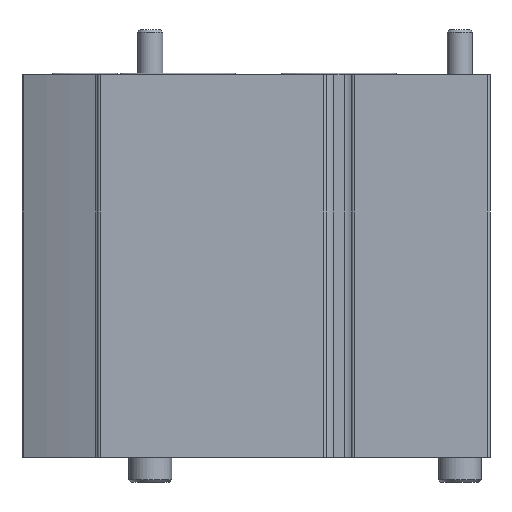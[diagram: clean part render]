
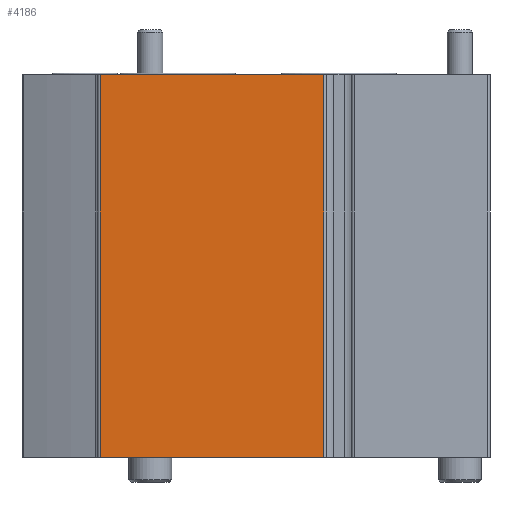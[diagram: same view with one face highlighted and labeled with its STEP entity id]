
A CAD part, front view. The second image highlights one B-rep face of the part: STEP entity #4186.
In plain terms, the highlighted planar face has unit normal (0, -1, 0).
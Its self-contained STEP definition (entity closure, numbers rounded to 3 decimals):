
#157=PLANE('',#4562);
#320=LINE('',#6623,#618);
#321=LINE('',#6625,#619);
#322=LINE('',#6627,#620);
#323=LINE('',#6629,#621);
#618=VECTOR('',#5146,1000.);
#619=VECTOR('',#5149,1000.);
#620=VECTOR('',#5150,1000.);
#621=VECTOR('',#5151,1000.);
#945=ORIENTED_EDGE('',*,*,#2071,.F.);
#946=ORIENTED_EDGE('',*,*,#2070,.F.);
#947=ORIENTED_EDGE('',*,*,#2072,.T.);
#948=ORIENTED_EDGE('',*,*,#2073,.T.);
#2070=EDGE_CURVE('',#2630,#2629,#320,.T.);
#2071=EDGE_CURVE('',#2629,#2631,#321,.T.);
#2072=EDGE_CURVE('',#2630,#2632,#322,.T.);
#2073=EDGE_CURVE('',#2632,#2631,#323,.T.);
#2629=VERTEX_POINT('',#6620);
#2630=VERTEX_POINT('',#6622);
#2631=VERTEX_POINT('',#6626);
#2632=VERTEX_POINT('',#6628);
#3282=EDGE_LOOP('',(#945,#946,#947,#948));
#3690=FACE_BOUND('',#3282,.T.);
#4186=ADVANCED_FACE('',(#3690),#157,.T.);
#4562=AXIS2_PLACEMENT_3D('',#6624,#5147,#5148);
#5146=DIRECTION('',(0.,0.,1.));
#5147=DIRECTION('',(0.,-1.,0.));
#5148=DIRECTION('',(0.,0.,-1.));
#5149=DIRECTION('',(1.,0.,0.));
#5150=DIRECTION('',(1.,0.,0.));
#5151=DIRECTION('',(0.,0.,1.));
#6620=CARTESIAN_POINT('',(-47.42,0.,0.));
#6622=CARTESIAN_POINT('',(-47.42,0.,-76.));
#6623=CARTESIAN_POINT('',(-47.42,0.,-76.));
#6624=CARTESIAN_POINT('',(-47.42,0.,-76.));
#6625=CARTESIAN_POINT('',(-47.42,0.,0.));
#6626=CARTESIAN_POINT('',(-3.,0.,0.));
#6627=CARTESIAN_POINT('',(-47.42,0.,-76.));
#6628=CARTESIAN_POINT('',(-3.,0.,-76.));
#6629=CARTESIAN_POINT('',(-3.,0.,-76.));
